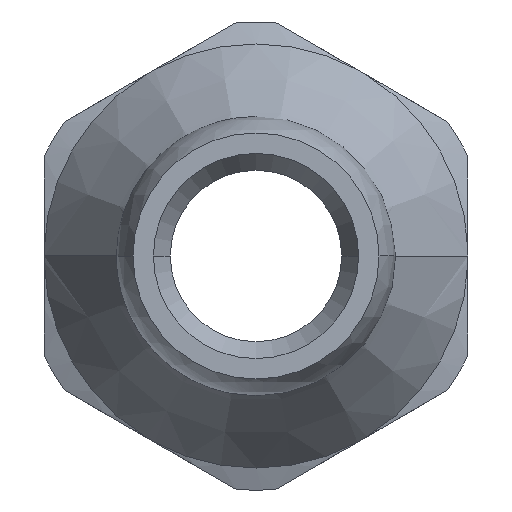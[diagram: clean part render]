
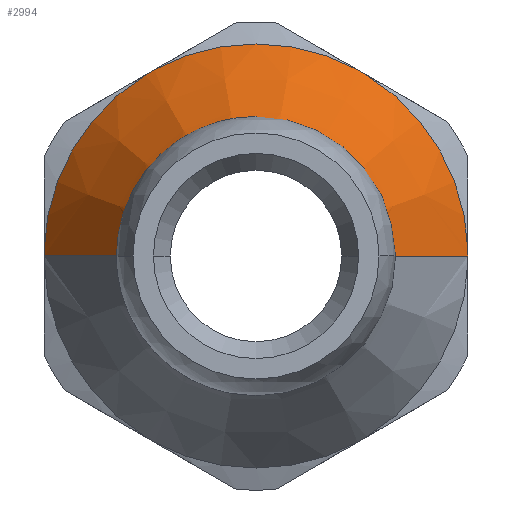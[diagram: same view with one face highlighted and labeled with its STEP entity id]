
A CAD part, left-side view. The second image highlights one B-rep face of the part: STEP entity #2994.
In plain terms, the highlighted conical face has half-angle 32 degrees and reference radius 9.553 mm.
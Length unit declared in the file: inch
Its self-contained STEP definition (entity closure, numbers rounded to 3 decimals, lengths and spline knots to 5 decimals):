
#29 = CARTESIAN_POINT ( 'NONE',  ( -0.39399, 0.1963, 0.32084 ) ) ;
#30 = B_SPLINE_CURVE_WITH_KNOTS ( 'NONE', 3,
 ( #84, #83, #82, #81 ),
 .UNSPECIFIED., .F., .F.,
 ( 4, 4 ),
 ( 0., 1. ),
 .UNSPECIFIED. ) ;
#31 = CARTESIAN_POINT ( 'NONE',  ( -0.39399, 0.1797, 0.33042 ) ) ;
#32 = DIRECTION ( 'NONE',  ( 0., 1., 0. ) ) ;
#33 = DIRECTION ( 'NONE',  ( 1., 0., 0. ) ) ;
#34 = CARTESIAN_POINT ( 'NONE',  ( -0.39399, 0., 0. ) ) ;
#35 = AXIS2_PLACEMENT_3D ( 'NONE', #34, #33, #32 ) ;
#36 = CIRCLE ( 'NONE', #35, 0.37612 ) ;
#37 = CARTESIAN_POINT ( 'NONE',  ( -0.39399, -0.1797, 0.33042 ) ) ;
#63 = CARTESIAN_POINT ( 'NONE',  ( -0.39419, 0.376, 0. ) ) ;
#64 = CARTESIAN_POINT ( 'NONE',  ( -0.39419, 0.376, 0.00004 ) ) ;
#65 = CARTESIAN_POINT ( 'NONE',  ( -0.39419, 0.376, 0.00019 ) ) ;
#66 = CARTESIAN_POINT ( 'NONE',  ( -0.39419, 0.376, 0.00039 ) ) ;
#67 = CARTESIAN_POINT ( 'NONE',  ( -0.39419, 0.376, 0.00069 ) ) ;
#68 = CARTESIAN_POINT ( 'NONE',  ( -0.39419, 0.376, 0.00139 ) ) ;
#69 = CARTESIAN_POINT ( 'NONE',  ( -0.39418, 0.376, 0.00279 ) ) ;
#70 = CARTESIAN_POINT ( 'NONE',  ( -0.39413, 0.376, 0.00559 ) ) ;
#71 = CARTESIAN_POINT ( 'NONE',  ( -0.39406, 0.376, 0.00798 ) ) ;
#72 = CARTESIAN_POINT ( 'NONE',  ( -0.39399, 0.376, 0.00958 ) ) ;
#73 = B_SPLINE_CURVE_WITH_KNOTS ( 'NONE', 3,
 ( #72, #71, #70, #69, #68, #67, #66, #65, #64, #63 ),
 .UNSPECIFIED., .F., .F.,
 ( 4, 1, 1, 1, 1, 2, 4 ),
 ( 0., 0.25023, 0.37535, 0.43791, 0.46918, 0.48482, 0.50046 ),
 .UNSPECIFIED. ) ;
#75 = CARTESIAN_POINT ( 'NONE',  ( -0.39399, 0.376, 0.00958 ) ) ;
#76 = DIRECTION ( 'NONE',  ( 0., 1., 0. ) ) ;
#77 = DIRECTION ( 'NONE',  ( 1., 0., 0. ) ) ;
#78 = CARTESIAN_POINT ( 'NONE',  ( -0.39399, 0., 0. ) ) ;
#79 = AXIS2_PLACEMENT_3D ( 'NONE', #78, #77, #76 ) ;
#80 = CIRCLE ( 'NONE', #79, 0.37612 ) ;
#81 = CARTESIAN_POINT ( 'NONE',  ( -0.39399, 0.1963, 0.32084 ) ) ;
#82 = CARTESIAN_POINT ( 'NONE',  ( -0.39426, 0.19076, 0.32403 ) ) ;
#83 = CARTESIAN_POINT ( 'NONE',  ( -0.39426, 0.18524, 0.32722 ) ) ;
#84 = CARTESIAN_POINT ( 'NONE',  ( -0.39399, 0.1797, 0.33042 ) ) ;
#2845 = VERTEX_POINT ( 'NONE', #4177 ) ;
#2898 = EDGE_CURVE ( 'NONE', #2899, #2845, #4308, .T. ) ;
#2899 = VERTEX_POINT ( 'NONE', #4303 ) ;
#2990 = VERTEX_POINT ( 'NONE', #4586 ) ;
#2991 = ORIENTED_EDGE ( 'NONE', *, *, #2992, .F. ) ;
#2992 = EDGE_CURVE ( 'NONE', #2899, #2990, #4585, .T. ) ;
#2994 = ADVANCED_FACE ( 'NONE', ( #4581 ), #4627, .T. ) ;
#2995 = ORIENTED_EDGE ( 'NONE', *, *, #2898, .T. ) ;
#2996 = ORIENTED_EDGE ( 'NONE', *, *, #2997, .T. ) ;
#2997 = EDGE_CURVE ( 'NONE', #2845, #2998, #4580, .T. ) ;
#2998 = VERTEX_POINT ( 'NONE', #4619 ) ;
#2999 = ORIENTED_EDGE ( 'NONE', *, *, #3000, .T. ) ;
#3000 = EDGE_CURVE ( 'NONE', #2998, #3001, #4618, .T. ) ;
#3001 = VERTEX_POINT ( 'NONE', #4617 ) ;
#3002 = ORIENTED_EDGE ( 'NONE', *, *, #3003, .F. ) ;
#3003 = EDGE_CURVE ( 'NONE', #3004, #3001, #4612, .T. ) ;
#3004 = VERTEX_POINT ( 'NONE', #4607 ) ;
#3005 = ORIENTED_EDGE ( 'NONE', *, *, #3006, .T. ) ;
#3006 = EDGE_CURVE ( 'NONE', #3004, #3065, #4606, .T. ) ;
#3022 = EDGE_LOOP ( 'NONE', ( #2995, #2996, #2999, #3002, #3005, #3066, #3069, #3072, #3075, #2991 ) ) ;
#3065 = VERTEX_POINT ( 'NONE', #37 ) ;
#3066 = ORIENTED_EDGE ( 'NONE', *, *, #3067, .F. ) ;
#3067 = EDGE_CURVE ( 'NONE', #3068, #3065, #36, .T. ) ;
#3068 = VERTEX_POINT ( 'NONE', #31 ) ;
#3069 = ORIENTED_EDGE ( 'NONE', *, *, #3070, .T. ) ;
#3070 = EDGE_CURVE ( 'NONE', #3068, #3071, #30, .T. ) ;
#3071 = VERTEX_POINT ( 'NONE', #29 ) ;
#3072 = ORIENTED_EDGE ( 'NONE', *, *, #3073, .F. ) ;
#3073 = EDGE_CURVE ( 'NONE', #3074, #3071, #80, .T. ) ;
#3074 = VERTEX_POINT ( 'NONE', #75 ) ;
#3075 = ORIENTED_EDGE ( 'NONE', *, *, #3076, .T. ) ;
#3076 = EDGE_CURVE ( 'NONE', #3074, #2990, #73, .T. ) ;
#4177 = CARTESIAN_POINT ( 'NONE',  ( -0.67745, -0.199, 0. ) ) ;
#4303 = CARTESIAN_POINT ( 'NONE',  ( -0.67745, 0.199, 0. ) ) ;
#4304 = DIRECTION ( 'NONE',  ( 0., 1., 0. ) ) ;
#4305 = DIRECTION ( 'NONE',  ( 1., 0., 0. ) ) ;
#4306 = CARTESIAN_POINT ( 'NONE',  ( -0.67745, 0., 0. ) ) ;
#4307 = AXIS2_PLACEMENT_3D ( 'NONE', #4306, #4305, #4304 ) ;
#4308 = CIRCLE ( 'NONE', #4307, 0.199 ) ;
#4580 = LINE ( 'NONE', #4622, #4621 ) ;
#4581 = FACE_OUTER_BOUND ( 'NONE', #3022, .T. ) ;
#4582 = DIRECTION ( 'NONE',  ( 0.848, 0.53, 0. ) ) ;
#4583 = VECTOR ( 'NONE', #4582, 39.37008 ) ;
#4584 = CARTESIAN_POINT ( 'NONE',  ( -0.39399, 0.37612, 0. ) ) ;
#4585 = LINE ( 'NONE', #4584, #4583 ) ;
#4586 = CARTESIAN_POINT ( 'NONE',  ( -0.39419, 0.376, 0. ) ) ;
#4603 = CARTESIAN_POINT ( 'NONE',  ( -0.39426, -0.18524, 0.32722 ) ) ;
#4604 = CARTESIAN_POINT ( 'NONE',  ( -0.39426, -0.19076, 0.32403 ) ) ;
#4605 = CARTESIAN_POINT ( 'NONE',  ( -0.39399, -0.1963, 0.32084 ) ) ;
#4606 = B_SPLINE_CURVE_WITH_KNOTS ( 'NONE', 3,
 ( #4605, #4604, #4603, #4653 ),
 .UNSPECIFIED., .F., .F.,
 ( 4, 4 ),
 ( 0., 1. ),
 .UNSPECIFIED. ) ;
#4607 = CARTESIAN_POINT ( 'NONE',  ( -0.39399, -0.1963, 0.32084 ) ) ;
#4608 = DIRECTION ( 'NONE',  ( 0., 1., 0. ) ) ;
#4609 = DIRECTION ( 'NONE',  ( 1., 0., 0. ) ) ;
#4610 = CARTESIAN_POINT ( 'NONE',  ( -0.39399, 0., 0. ) ) ;
#4611 = AXIS2_PLACEMENT_3D ( 'NONE', #4610, #4609, #4608 ) ;
#4612 = CIRCLE ( 'NONE', #4611, 0.37612 ) ;
#4613 = CARTESIAN_POINT ( 'NONE',  ( -0.39399, -0.376, 0.00958 ) ) ;
#4614 = CARTESIAN_POINT ( 'NONE',  ( -0.39412, -0.376, 0.00639 ) ) ;
#4615 = CARTESIAN_POINT ( 'NONE',  ( -0.39419, -0.376, 0.00319 ) ) ;
#4616 = CARTESIAN_POINT ( 'NONE',  ( -0.39419, -0.376, 0. ) ) ;
#4617 = CARTESIAN_POINT ( 'NONE',  ( -0.39399, -0.376, 0.00958 ) ) ;
#4618 = B_SPLINE_CURVE_WITH_KNOTS ( 'NONE', 3,
 ( #4616, #4615, #4614, #4613 ),
 .UNSPECIFIED., .F., .F.,
 ( 4, 4 ),
 ( 0.5, 1. ),
 .UNSPECIFIED. ) ;
#4619 = CARTESIAN_POINT ( 'NONE',  ( -0.39419, -0.376, 0. ) ) ;
#4620 = DIRECTION ( 'NONE',  ( 0.848, -0.53, 0. ) ) ;
#4621 = VECTOR ( 'NONE', #4620, 39.37008 ) ;
#4622 = CARTESIAN_POINT ( 'NONE',  ( -0.39399, -0.37612, 0. ) ) ;
#4623 = DIRECTION ( 'NONE',  ( 0., 1., 0. ) ) ;
#4624 = DIRECTION ( 'NONE',  ( 1., 0., 0. ) ) ;
#4625 = CARTESIAN_POINT ( 'NONE',  ( -0.39399, 0., 0. ) ) ;
#4626 = AXIS2_PLACEMENT_3D ( 'NONE', #4625, #4624, #4623 ) ;
#4627 = CONICAL_SURFACE ( 'NONE', #4626, 0.37612, 0.559 ) ;
#4653 = CARTESIAN_POINT ( 'NONE',  ( -0.39399, -0.1797, 0.33042 ) ) ;
